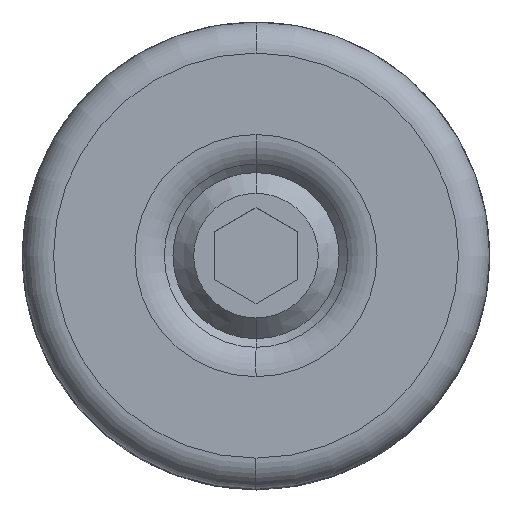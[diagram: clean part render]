
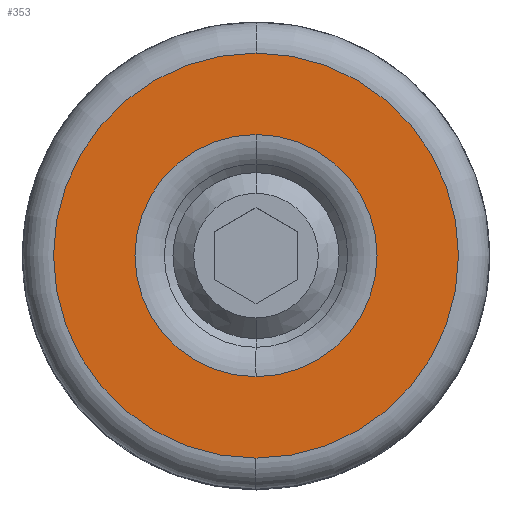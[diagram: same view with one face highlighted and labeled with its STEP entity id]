
A CAD part, top view. The second image highlights one B-rep face of the part: STEP entity #353.
In plain terms, the highlighted planar face has unit normal (0, 0, 1).
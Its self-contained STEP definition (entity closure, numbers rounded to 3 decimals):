
#353=ADVANCED_FACE('',(#742,#743),#744,.T.);
#742=FACE_OUTER_BOUND('',#1651,.T.);
#743=FACE_BOUND('',#1652,.T.);
#744=PLANE('',#1653);
#1651=EDGE_LOOP('',(#2843,#2844));
#1652=EDGE_LOOP('',(#2845,#2846));
#1653=AXIS2_PLACEMENT_3D('',#2847,#2848,#2849);
#2843=ORIENTED_EDGE('',*,*,#3514,.F.);
#2844=ORIENTED_EDGE('',*,*,#3759,.F.);
#2845=ORIENTED_EDGE('',*,*,#3585,.F.);
#2846=ORIENTED_EDGE('',*,*,#3760,.F.);
#2847=CARTESIAN_POINT('',(0.,0.0,20.784));
#2848=DIRECTION('',(0.,0.0,1.0));
#2849=DIRECTION('',(0.0,-1.0,0.0));
#3514=EDGE_CURVE('',#3987,#3989,#3990,.T.);
#3585=EDGE_CURVE('',#4109,#4111,#4112,.T.);
#3759=EDGE_CURVE('',#3989,#3987,#4370,.T.);
#3760=EDGE_CURVE('',#4111,#4109,#4371,.T.);
#3987=VERTEX_POINT('',#4700);
#3989=VERTEX_POINT('',#4702);
#3990=CIRCLE('',#4703,9.75);
#4109=VERTEX_POINT('',#4962);
#4111=VERTEX_POINT('',#4964);
#4112=CIRCLE('',#4965,5.828);
#4370=CIRCLE('',#5698,9.75);
#4371=CIRCLE('',#5699,5.828);
#4700=CARTESIAN_POINT('',(0.,-9.75,20.784));
#4702=CARTESIAN_POINT('',(0.,9.75,20.784));
#4703=AXIS2_PLACEMENT_3D('',#6114,#6115,#6116);
#4962=CARTESIAN_POINT('',(0.,-5.828,20.784));
#4964=CARTESIAN_POINT('',(0.,5.828,20.784));
#4965=AXIS2_PLACEMENT_3D('',#6208,#6209,#6210);
#5698=AXIS2_PLACEMENT_3D('',#6420,#6421,#6422);
#5699=AXIS2_PLACEMENT_3D('',#6423,#6424,#6425);
#6114=CARTESIAN_POINT('',(0.,0.0,20.784));
#6115=DIRECTION('',(0.,0.0,-1.0));
#6116=DIRECTION('',(0.,1.0,0.));
#6208=CARTESIAN_POINT('',(0.,0.0,20.784));
#6209=DIRECTION('',(0.,0.0,1.0));
#6210=DIRECTION('',(0.0,1.0,0.0));
#6420=CARTESIAN_POINT('',(0.,0.0,20.784));
#6421=DIRECTION('',(0.,0.0,-1.0));
#6422=DIRECTION('',(0.,1.0,0.));
#6423=CARTESIAN_POINT('',(0.,0.0,20.784));
#6424=DIRECTION('',(0.,0.0,1.0));
#6425=DIRECTION('',(0.0,1.0,0.0));
